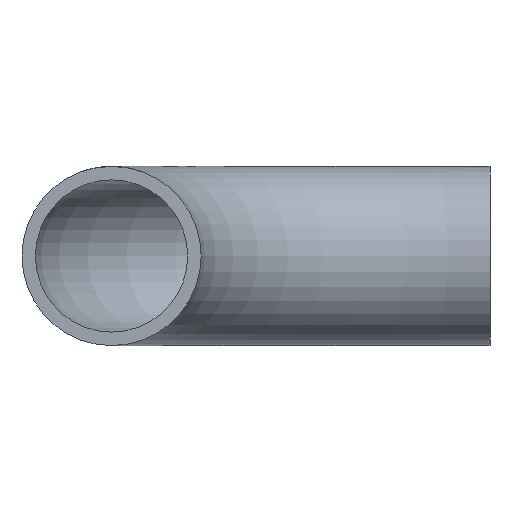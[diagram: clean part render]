
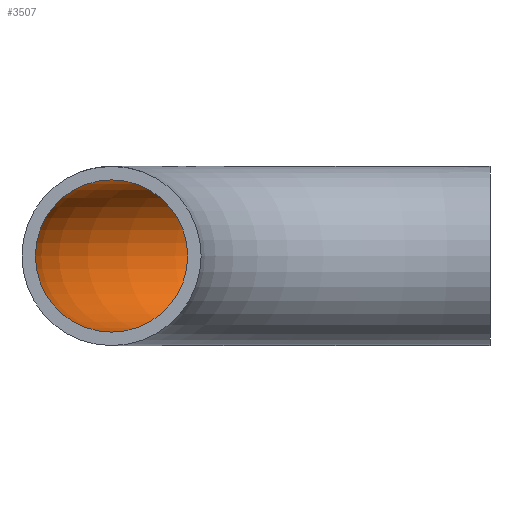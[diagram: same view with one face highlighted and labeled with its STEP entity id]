
A CAD part, front view. The second image highlights one B-rep face of the part: STEP entity #3507.
In plain terms, the highlighted toroidal (fillet/blend) face has major radius 45 mm and minor radius 9.05 mm.
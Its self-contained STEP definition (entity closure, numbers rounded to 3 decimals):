
#545 = TOROIDAL_SURFACE ( 'NONE', #7640, 45., 9.05 ) ;
#864 = VERTEX_POINT ( 'NONE', #7705 ) ;
#1291 = DIRECTION ( 'NONE',  ( 1., 0., 0. ) ) ;
#2487 = DIRECTION ( 'NONE',  ( -1., 0., 0. ) ) ;
#2669 = FACE_OUTER_BOUND ( 'NONE', #2838, .T. ) ;
#2838 = EDGE_LOOP ( 'NONE', ( #4184 ) ) ;
#3507 = ADVANCED_FACE ( 'NONE', ( #11250, #2669 ), #545, .F. ) ;
#3897 = DIRECTION ( 'NONE',  ( 0., 1., 0. ) ) ;
#4184 = ORIENTED_EDGE ( 'NONE', *, *, #11122, .F. ) ;
#4628 = ORIENTED_EDGE ( 'NONE', *, *, #7543, .T. ) ;
#5745 = VERTEX_POINT ( 'NONE', #6824 ) ;
#6120 = CARTESIAN_POINT ( 'NONE',  ( 0., 45., 0. ) ) ;
#6441 = DIRECTION ( 'NONE',  ( 0., 0., -1. ) ) ;
#6824 = CARTESIAN_POINT ( 'NONE',  ( -45., 0., 9.05 ) ) ;
#7376 = AXIS2_PLACEMENT_3D ( 'NONE', #6120, #1291, #3897 ) ;
#7543 = EDGE_CURVE ( 'NONE', #864, #864, #9598, .T. ) ;
#7640 = AXIS2_PLACEMENT_3D ( 'NONE', #10296, #6441, #2487 ) ;
#7705 = CARTESIAN_POINT ( 'NONE',  ( 0., 54.05, 0. ) ) ;
#7773 = AXIS2_PLACEMENT_3D ( 'NONE', #12347, #9545, #8660 ) ;
#8589 = CIRCLE ( 'NONE', #7773, 9.05 ) ;
#8660 = DIRECTION ( 'NONE',  ( 0., 0., 1. ) ) ;
#9545 = DIRECTION ( 'NONE',  ( 0., 1., 0. ) ) ;
#9598 = CIRCLE ( 'NONE', #7376, 9.05 ) ;
#10296 = CARTESIAN_POINT ( 'NONE',  ( 0., 0., 0. ) ) ;
#11122 = EDGE_CURVE ( 'NONE', #5745, #5745, #8589, .T. ) ;
#11250 = FACE_OUTER_BOUND ( 'NONE', #11801, .T. ) ;
#11801 = EDGE_LOOP ( 'NONE', ( #4628 ) ) ;
#12347 = CARTESIAN_POINT ( 'NONE',  ( -45., 0., 0. ) ) ;
